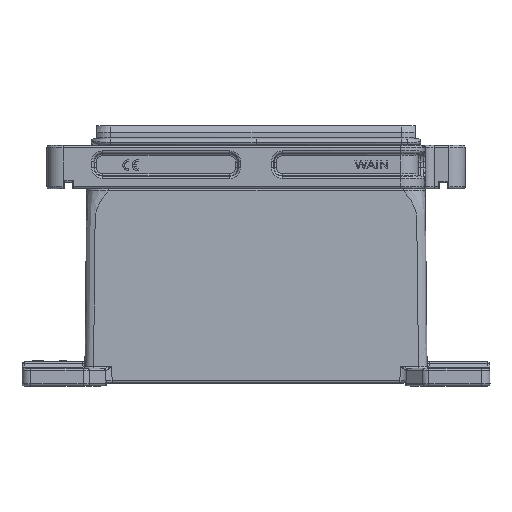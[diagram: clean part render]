
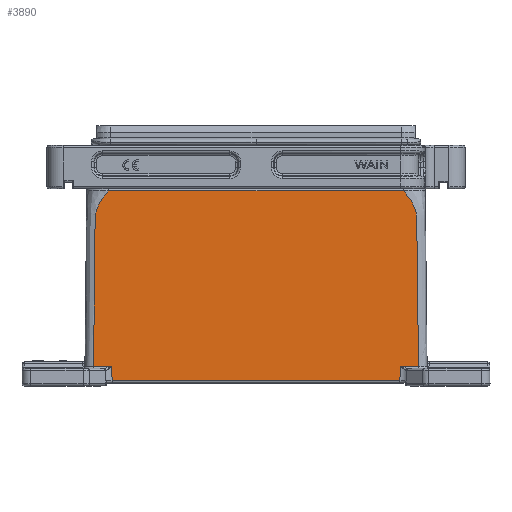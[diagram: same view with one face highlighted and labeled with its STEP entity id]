
A CAD part, top view. The second image highlights one B-rep face of the part: STEP entity #3890.
In plain terms, the highlighted planar face has unit normal (0, 0.011, 1).
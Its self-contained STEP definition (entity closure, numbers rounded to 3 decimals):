
#1776=B_SPLINE_CURVE_WITH_KNOTS('',3,(#44904,#44905,#44906,#44907,#44908,
#44909,#44910,#44911,#44912,#44913,#44914,#44915),.UNSPECIFIED.,.F.,.F.,
(4,2,2,2,2,4),(0.,0.125,0.188,0.25,
0.5,1.),.UNSPECIFIED.);
#1800=B_SPLINE_CURVE_WITH_KNOTS('',3,(#45478,#45479,#45480,#45481,#45482,
#45483,#45484,#45485,#45486,#45487,#45488,#45489,#45490,#45491,#45492,#45493,
#45494,#45495,#45496,#45497,#45498,#45499,#45500,#45501,#45502,#45503,#45504,
#45505,#45506,#45507,#45508,#45509,#45510,#45511,#45512,#45513,#45514,#45515,
#45516,#45517,#45518,#45519,#45520,#45521,#45522,#45523,#45524,#45525,#45526,
#45527,#45528),.UNSPECIFIED.,.F.,.F.,(4,2,1,1,1,1,1,1,2,2,2,2,1,1,1,2,2,
2,2,2,2,2,2,2,2,2,2,2,2,4),(0.,0.25,0.375,0.438,
0.469,0.484,0.492,0.496,
0.498,0.5,0.625,0.688,0.719,
0.734,0.742,0.746,0.75,
0.813,0.828,0.836,0.844,
0.859,0.867,0.871,0.875,
0.906,0.922,0.93,0.938,1.),
 .UNSPECIFIED.);
#1828=B_SPLINE_CURVE_WITH_KNOTS('',3,(#45957,#45958,#45959,#45960,#45961,
#45962,#45963),.UNSPECIFIED.,.F.,.F.,(4,3,4),(0.,0.01,1.),
 .UNSPECIFIED.);
#1830=B_SPLINE_CURVE_WITH_KNOTS('',3,(#45969,#45970,#45971,#45972),
 .UNSPECIFIED.,.F.,.F.,(4,4),(0.,1.),.UNSPECIFIED.);
#1831=B_SPLINE_CURVE_WITH_KNOTS('',3,(#45975,#45976,#45977,#45978),
 .UNSPECIFIED.,.F.,.F.,(4,4),(0.,1.),.UNSPECIFIED.);
#2852=PLANE('',#23226);
#3890=ADVANCED_FACE('NONE',(#5317),#2852,.T.);
#5317=FACE_OUTER_BOUND('',#6679,.T.);
#6679=EDGE_LOOP('',(#12211,#12212,#12213,#12214,#12215,#12216,#12217,#12218));
#12211=ORIENTED_EDGE('',*,*,#18842,.T.);
#12212=ORIENTED_EDGE('',*,*,#18667,.F.);
#12213=ORIENTED_EDGE('',*,*,#18840,.T.);
#12214=ORIENTED_EDGE('',*,*,#18843,.T.);
#12215=ORIENTED_EDGE('',*,*,#18714,.F.);
#12216=ORIENTED_EDGE('',*,*,#18780,.F.);
#12217=ORIENTED_EDGE('',*,*,#18800,.F.);
#12218=ORIENTED_EDGE('',*,*,#18844,.T.);
#15770=VERTEX_POINT('',#44694);
#15771=VERTEX_POINT('',#44701);
#15796=VERTEX_POINT('',#44916);
#15797=VERTEX_POINT('',#44917);
#15827=VERTEX_POINT('',#45282);
#15838=VERTEX_POINT('',#45477);
#15860=VERTEX_POINT('',#45956);
#15861=VERTEX_POINT('',#45973);
#18667=EDGE_CURVE('NONE',#15770,#15771,#20430,.T.);
#18714=EDGE_CURVE('NONE',#15796,#15797,#1776,.T.);
#18780=EDGE_CURVE('NONE',#15827,#15796,#20460,.T.);
#18800=EDGE_CURVE('NONE',#15838,#15827,#1800,.T.);
#18840=EDGE_CURVE('NONE',#15770,#15860,#1828,.T.);
#18842=EDGE_CURVE('NONE',#15861,#15771,#1830,.T.);
#18843=EDGE_CURVE('NONE',#15860,#15797,#20480,.T.);
#18844=EDGE_CURVE('NONE',#15838,#15861,#1831,.T.);
#20430=LINE('',#44700,#21705);
#20460=LINE('',#45283,#21735);
#20480=LINE('',#45974,#21755);
#21705=VECTOR('',#26861,1.);
#21735=VECTOR('',#27055,1.);
#21755=VECTOR('',#27123,1.);
#23226=AXIS2_PLACEMENT_3D('',#45979,#27124,#27125);
#26861=DIRECTION('',(-1.,0.,0.));
#27055=DIRECTION('',(1.,0.,0.));
#27123=DIRECTION('',(1.,0.,0.));
#27124=DIRECTION('',(0.,0.01,1.));
#27125=DIRECTION('',(0.,-1.,0.01));
#44694=CARTESIAN_POINT('',(174.411,2.311,-10.053));
#44700=CARTESIAN_POINT('',(38.439,2.311,-10.054));
#44701=CARTESIAN_POINT('',(41.554,2.311,-10.053));
#44904=CARTESIAN_POINT('',(175.942,90.011,-10.972));
#44905=CARTESIAN_POINT('',(178.167,87.668,-10.948));
#44906=CARTESIAN_POINT('',(180.187,84.959,-10.919));
#44907=CARTESIAN_POINT('',(181.906,80.139,-10.869));
#44908=CARTESIAN_POINT('',(182.21,78.41,-10.851));
#44909=CARTESIAN_POINT('',(182.259,74.939,-10.814));
#44910=CARTESIAN_POINT('',(182.269,73.203,-10.796));
#44911=CARTESIAN_POINT('',(182.361,64.526,-10.705));
#44912=CARTESIAN_POINT('',(182.432,57.584,-10.633));
#44913=CARTESIAN_POINT('',(182.651,36.758,-10.415));
#44914=CARTESIAN_POINT('',(182.796,22.874,-10.269));
#44915=CARTESIAN_POINT('',(182.942,8.99,-10.124));
#44916=CARTESIAN_POINT('',(175.942,90.011,-10.972));
#44917=CARTESIAN_POINT('',(182.942,8.99,-10.124));
#45282=CARTESIAN_POINT('',(40.023,90.011,-10.972));
#45283=CARTESIAN_POINT('',(32.63,90.011,-10.972));
#45477=CARTESIAN_POINT('',(33.024,8.99,-10.124));
#45478=CARTESIAN_POINT('',(33.024,8.99,-10.124));
#45479=CARTESIAN_POINT('',(33.105,16.737,-10.205));
#45480=CARTESIAN_POINT('',(33.181,23.997,-10.281));
#45481=CARTESIAN_POINT('',(33.287,34.156,-10.387));
#45482=CARTESIAN_POINT('',(33.338,39.053,-10.439));
#45483=CARTESIAN_POINT('',(33.395,44.446,-10.495));
#45484=CARTESIAN_POINT('',(33.422,47.062,-10.523));
#45485=CARTESIAN_POINT('',(33.436,48.35,-10.536));
#45486=CARTESIAN_POINT('',(33.442,48.99,-10.543));
#45487=CARTESIAN_POINT('',(33.446,49.308,-10.546));
#45488=CARTESIAN_POINT('',(33.447,49.444,-10.548));
#45489=CARTESIAN_POINT('',(33.448,49.535,-10.548));
#45490=CARTESIAN_POINT('',(33.448,49.526,-10.548));
#45491=CARTESIAN_POINT('',(33.516,55.982,-10.616));
#45492=CARTESIAN_POINT('',(33.567,60.854,-10.667));
#45493=CARTESIAN_POINT('',(33.62,65.934,-10.72));
#45494=CARTESIAN_POINT('',(33.634,67.255,-10.734));
#45495=CARTESIAN_POINT('',(33.649,68.681,-10.749));
#45496=CARTESIAN_POINT('',(33.655,69.255,-10.755));
#45497=CARTESIAN_POINT('',(33.659,69.68,-10.759));
#45498=CARTESIAN_POINT('',(33.661,69.832,-10.761));
#45499=CARTESIAN_POINT('',(33.661,69.884,-10.762));
#45500=CARTESIAN_POINT('',(33.662,69.916,-10.762));
#45501=CARTESIAN_POINT('',(33.661,69.891,-10.762));
#45502=CARTESIAN_POINT('',(33.671,70.778,-10.771));
#45503=CARTESIAN_POINT('',(33.691,72.448,-10.788));
#45504=CARTESIAN_POINT('',(33.721,75.666,-10.822));
#45505=CARTESIAN_POINT('',(33.729,76.223,-10.828));
#45506=CARTESIAN_POINT('',(33.747,76.93,-10.835));
#45507=CARTESIAN_POINT('',(33.754,77.144,-10.838));
#45508=CARTESIAN_POINT('',(33.772,77.528,-10.842));
#45509=CARTESIAN_POINT('',(33.78,77.667,-10.843));
#45510=CARTESIAN_POINT('',(33.817,78.207,-10.849));
#45511=CARTESIAN_POINT('',(33.857,78.575,-10.853));
#45512=CARTESIAN_POINT('',(33.942,79.136,-10.859));
#45513=CARTESIAN_POINT('',(33.975,79.324,-10.861));
#45514=CARTESIAN_POINT('',(34.031,79.609,-10.864));
#45515=CARTESIAN_POINT('',(34.051,79.704,-10.865));
#45516=CARTESIAN_POINT('',(34.092,79.895,-10.868));
#45517=CARTESIAN_POINT('',(34.125,80.035,-10.869));
#45518=CARTESIAN_POINT('',(34.238,80.504,-10.875));
#45519=CARTESIAN_POINT('',(34.418,81.155,-10.882));
#45520=CARTESIAN_POINT('',(34.899,82.432,-10.897));
#45521=CARTESIAN_POINT('',(35.095,82.907,-10.903));
#45522=CARTESIAN_POINT('',(35.459,83.681,-10.913));
#45523=CARTESIAN_POINT('',(35.592,83.95,-10.916));
#45524=CARTESIAN_POINT('',(35.885,84.504,-10.923));
#45525=CARTESIAN_POINT('',(36.067,84.829,-10.927));
#45526=CARTESIAN_POINT('',(37.432,87.122,-10.953));
#45527=CARTESIAN_POINT('',(38.79,88.704,-10.965));
#45528=CARTESIAN_POINT('',(40.022,90.011,-10.972));
#45956=CARTESIAN_POINT('',(174.507,8.989,-10.124));
#45957=CARTESIAN_POINT('',(174.41,2.244,-10.053));
#45958=CARTESIAN_POINT('',(174.411,2.266,-10.053));
#45959=CARTESIAN_POINT('',(174.411,2.288,-10.054));
#45960=CARTESIAN_POINT('',(174.411,2.311,-10.054));
#45961=CARTESIAN_POINT('',(174.443,4.537,-10.077));
#45962=CARTESIAN_POINT('',(174.475,6.763,-10.1));
#45963=CARTESIAN_POINT('',(174.507,8.989,-10.124));
#45969=CARTESIAN_POINT('',(41.459,8.99,-10.124));
#45970=CARTESIAN_POINT('',(41.49,6.763,-10.1));
#45971=CARTESIAN_POINT('',(41.522,4.537,-10.077));
#45972=CARTESIAN_POINT('',(41.554,2.311,-10.054));
#45973=CARTESIAN_POINT('',(41.459,8.99,-10.124));
#45974=CARTESIAN_POINT('',(25.911,8.99,-10.124));
#45975=CARTESIAN_POINT('',(33.024,8.99,-10.124));
#45976=CARTESIAN_POINT('',(35.835,8.99,-10.124));
#45977=CARTESIAN_POINT('',(38.647,8.99,-10.124));
#45978=CARTESIAN_POINT('',(41.459,8.99,-10.124));
#45979=CARTESIAN_POINT('',(25.911,91.,-10.983));
